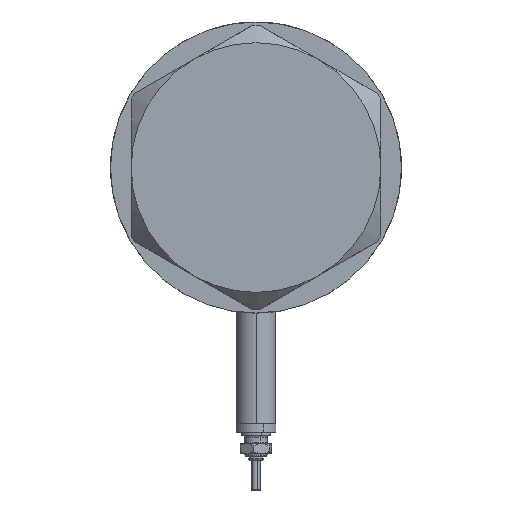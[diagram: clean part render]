
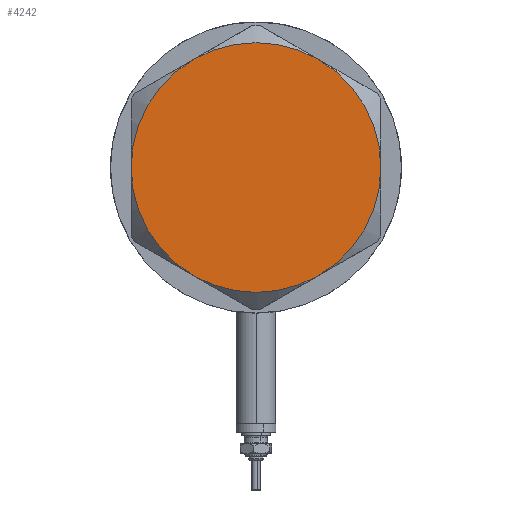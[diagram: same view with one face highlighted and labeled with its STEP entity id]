
A CAD part, left-side view. The second image highlights one B-rep face of the part: STEP entity #4242.
In plain terms, the highlighted face is planar.
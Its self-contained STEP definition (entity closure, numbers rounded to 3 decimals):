
#53 = CARTESIAN_POINT ( 'NONE',  ( 0., 0., 13. ) ) ;
#130 = EDGE_CURVE ( 'NONE', #1313, #285, #360, .T. ) ;
#138 = DIRECTION ( 'NONE',  ( 0., 0., 1. ) ) ;
#245 = ORIENTED_EDGE ( 'NONE', *, *, #5686, .T. ) ;
#285 = VERTEX_POINT ( 'NONE', #4304 ) ;
#335 = DIRECTION ( 'NONE',  ( 0., 0., 1. ) ) ;
#360 = CIRCLE ( 'NONE', #1801, 37.75 ) ;
#450 = CARTESIAN_POINT ( 'NONE',  ( 18.875, -32.692, 13. ) ) ;
#509 = ORIENTED_EDGE ( 'NONE', *, *, #1484, .T. ) ;
#725 = CARTESIAN_POINT ( 'NONE',  ( 0., 0., 13. ) ) ;
#780 = PLANE ( 'NONE',  #5129 ) ;
#828 = CARTESIAN_POINT ( 'NONE',  ( 37.75, 0., 13. ) ) ;
#1011 = CARTESIAN_POINT ( 'NONE',  ( -37.75, 0., 13. ) ) ;
#1298 = VERTEX_POINT ( 'NONE', #1731 ) ;
#1313 = VERTEX_POINT ( 'NONE', #5014 ) ;
#1330 = CIRCLE ( 'NONE', #3563, 37.75 ) ;
#1484 = EDGE_CURVE ( 'NONE', #5543, #3082, #5120, .T. ) ;
#1494 = DIRECTION ( 'NONE',  ( 1., 0., 0. ) ) ;
#1537 = EDGE_CURVE ( 'NONE', #1298, #5543, #5405, .T. ) ;
#1574 = EDGE_CURVE ( 'NONE', #3221, #1298, #1330, .T. ) ;
#1626 = FACE_OUTER_BOUND ( 'NONE', #5501, .T. ) ;
#1707 = DIRECTION ( 'NONE',  ( 1., 0., 0. ) ) ;
#1731 = CARTESIAN_POINT ( 'NONE',  ( -18.875, -32.692, 13. ) ) ;
#1801 = AXIS2_PLACEMENT_3D ( 'NONE', #3038, #335, #3580 ) ;
#1944 = ORIENTED_EDGE ( 'NONE', *, *, #4952, .T. ) ;
#2262 = DIRECTION ( 'NONE',  ( 0., 0., 1. ) ) ;
#2292 = AXIS2_PLACEMENT_3D ( 'NONE', #4716, #4171, #1494 ) ;
#2388 = AXIS2_PLACEMENT_3D ( 'NONE', #2391, #138, #4689 ) ;
#2391 = CARTESIAN_POINT ( 'NONE',  ( 0., 0., 13. ) ) ;
#2412 = CIRCLE ( 'NONE', #4167, 37.75 ) ;
#3038 = CARTESIAN_POINT ( 'NONE',  ( 0., 0., 13. ) ) ;
#3082 = VERTEX_POINT ( 'NONE', #828 ) ;
#3221 = VERTEX_POINT ( 'NONE', #1011 ) ;
#3474 = DIRECTION ( 'NONE',  ( 0., 0., 1. ) ) ;
#3563 = AXIS2_PLACEMENT_3D ( 'NONE', #4812, #4870, #5314 ) ;
#3580 = DIRECTION ( 'NONE',  ( 1., 0., 0. ) ) ;
#4034 = ORIENTED_EDGE ( 'NONE', *, *, #1574, .T. ) ;
#4167 = AXIS2_PLACEMENT_3D ( 'NONE', #5982, #2262, #5929 ) ;
#4171 = DIRECTION ( 'NONE',  ( 0., 0., 1. ) ) ;
#4218 = DIRECTION ( 'NONE',  ( 0., 0., 1. ) ) ;
#4222 = ORIENTED_EDGE ( 'NONE', *, *, #130, .T. ) ;
#4242 = ADVANCED_FACE ( 'NONE', ( #1626 ), #780, .T. ) ;
#4304 = CARTESIAN_POINT ( 'NONE',  ( -18.875, 32.692, 13. ) ) ;
#4316 = DIRECTION ( 'NONE',  ( 1., 0., 0. ) ) ;
#4689 = DIRECTION ( 'NONE',  ( 1., 0., 0. ) ) ;
#4716 = CARTESIAN_POINT ( 'NONE',  ( 0., 0., 13. ) ) ;
#4812 = CARTESIAN_POINT ( 'NONE',  ( 0., 0., 13. ) ) ;
#4870 = DIRECTION ( 'NONE',  ( 0., 0., 1. ) ) ;
#4917 = ORIENTED_EDGE ( 'NONE', *, *, #1537, .T. ) ;
#4952 = EDGE_CURVE ( 'NONE', #3082, #1313, #2412, .T. ) ;
#5014 = CARTESIAN_POINT ( 'NONE',  ( 18.875, 32.692, 13. ) ) ;
#5046 = AXIS2_PLACEMENT_3D ( 'NONE', #53, #4218, #4316 ) ;
#5120 = CIRCLE ( 'NONE', #2292, 37.75 ) ;
#5129 = AXIS2_PLACEMENT_3D ( 'NONE', #725, #3474, #1707 ) ;
#5314 = DIRECTION ( 'NONE',  ( 1., 0., 0. ) ) ;
#5405 = CIRCLE ( 'NONE', #2388, 37.75 ) ;
#5501 = EDGE_LOOP ( 'NONE', ( #509, #1944, #4222, #245, #4034, #4917 ) ) ;
#5543 = VERTEX_POINT ( 'NONE', #450 ) ;
#5686 = EDGE_CURVE ( 'NONE', #285, #3221, #5928, .T. ) ;
#5928 = CIRCLE ( 'NONE', #5046, 37.75 ) ;
#5929 = DIRECTION ( 'NONE',  ( 1., 0., 0. ) ) ;
#5982 = CARTESIAN_POINT ( 'NONE',  ( 0., 0., 13. ) ) ;
